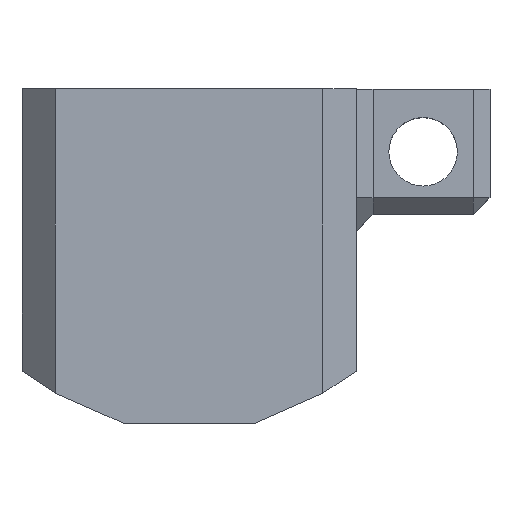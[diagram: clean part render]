
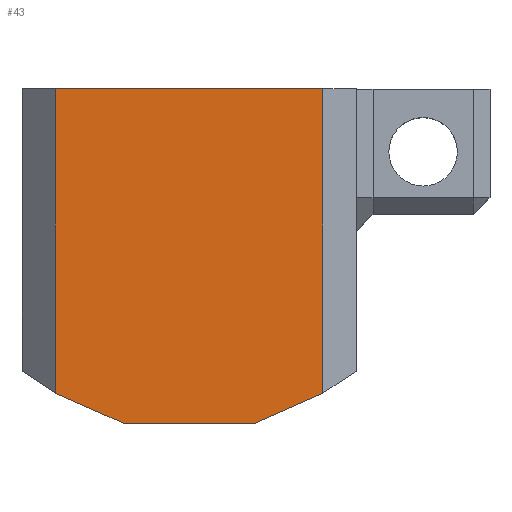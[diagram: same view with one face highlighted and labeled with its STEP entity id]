
A CAD part, top view. The second image highlights one B-rep face of the part: STEP entity #43.
In plain terms, the highlighted planar face has unit normal (0, 0, 1).
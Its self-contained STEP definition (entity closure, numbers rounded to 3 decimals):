
#26 = CARTESIAN_POINT ( 'NONE',  ( 20., -20., 30. ) ) ;
#32 = CARTESIAN_POINT ( 'NONE',  ( 24.853, -19.602, 30. ) ) ;
#43 = ADVANCED_FACE ( 'NONE', ( #383 ), #225, .T. ) ;
#108 = DIRECTION ( 'NONE',  ( 0., -1., 0. ) ) ;
#189 = CARTESIAN_POINT ( 'NONE',  ( 12., -18.217, 30. ) ) ;
#191 = VECTOR ( 'NONE', #108, 1000. ) ;
#192 = VECTOR ( 'NONE', #1553, 1000. ) ;
#200 = VECTOR ( 'NONE', #360, 1000. ) ;
#225 = PLANE ( 'NONE',  #1503 ) ;
#314 = VECTOR ( 'NONE', #651, 1000. ) ;
#318 = VERTEX_POINT ( 'NONE', #697 ) ;
#360 = DIRECTION ( 'NONE',  ( -1., 0., 0. ) ) ;
#383 = FACE_OUTER_BOUND ( 'NONE', #1285, .T. ) ;
#434 = ORIENTED_EDGE ( 'NONE', *, *, #577, .T. ) ;
#550 = ORIENTED_EDGE ( 'NONE', *, *, #991, .T. ) ;
#566 = VERTEX_POINT ( 'NONE', #783 ) ;
#577 = EDGE_CURVE ( 'NONE', #867, #566, #609, .T. ) ;
#601 = CARTESIAN_POINT ( 'NONE',  ( 12., -19.501, 30. ) ) ;
#609 = LINE ( 'NONE', #1502, #676 ) ;
#611 = LINE ( 'NONE', #601, #191 ) ;
#615 = CARTESIAN_POINT ( 'NONE',  ( 20., 0., 30. ) ) ;
#627 = ORIENTED_EDGE ( 'NONE', *, *, #1605, .T. ) ;
#651 = DIRECTION ( 'NONE',  ( 0., 1., 0. ) ) ;
#662 = LINE ( 'NONE', #26, #667 ) ;
#667 = VECTOR ( 'NONE', #886, 1000. ) ;
#675 = EDGE_CURVE ( 'NONE', #985, #907, #721, .T. ) ;
#676 = VECTOR ( 'NONE', #738, 1000. ) ;
#697 = CARTESIAN_POINT ( 'NONE',  ( 23.95, -20., 30. ) ) ;
#721 = LINE ( 'NONE', #615, #200 ) ;
#737 = EDGE_CURVE ( 'NONE', #1056, #985, #1540, .T. ) ;
#738 = DIRECTION ( 'NONE',  ( 0.915, -0.403, 0. ) ) ;
#780 = CARTESIAN_POINT ( 'NONE',  ( 28., -13.25, 30. ) ) ;
#783 = CARTESIAN_POINT ( 'NONE',  ( 16.05, -20., 30. ) ) ;
#806 = CARTESIAN_POINT ( 'NONE',  ( 28., 0., 30. ) ) ;
#867 = VERTEX_POINT ( 'NONE', #189 ) ;
#886 = DIRECTION ( 'NONE',  ( -1., 0., 0. ) ) ;
#907 = VERTEX_POINT ( 'NONE', #1308 ) ;
#984 = CARTESIAN_POINT ( 'NONE',  ( 22.056, -13.25, 30. ) ) ;
#985 = VERTEX_POINT ( 'NONE', #806 ) ;
#991 = EDGE_CURVE ( 'NONE', #907, #867, #611, .T. ) ;
#1044 = LINE ( 'NONE', #32, #192 ) ;
#1056 = VERTEX_POINT ( 'NONE', #1625 ) ;
#1118 = DIRECTION ( 'NONE',  ( 0., 0., 1. ) ) ;
#1126 = DIRECTION ( 'NONE',  ( 1., 0., 0. ) ) ;
#1214 = EDGE_CURVE ( 'NONE', #318, #566, #662, .T. ) ;
#1251 = ORIENTED_EDGE ( 'NONE', *, *, #737, .T. ) ;
#1285 = EDGE_LOOP ( 'NONE', ( #550, #434, #1433, #627, #1251, #1427 ) ) ;
#1308 = CARTESIAN_POINT ( 'NONE',  ( 12., 0., 30. ) ) ;
#1427 = ORIENTED_EDGE ( 'NONE', *, *, #675, .T. ) ;
#1433 = ORIENTED_EDGE ( 'NONE', *, *, #1214, .F. ) ;
#1502 = CARTESIAN_POINT ( 'NONE',  ( 18.592, -21.119, 30. ) ) ;
#1503 = AXIS2_PLACEMENT_3D ( 'NONE', #984, #1118, #1126 ) ;
#1540 = LINE ( 'NONE', #780, #314 ) ;
#1553 = DIRECTION ( 'NONE',  ( 0.915, 0.403, 0. ) ) ;
#1605 = EDGE_CURVE ( 'NONE', #318, #1056, #1044, .T. ) ;
#1625 = CARTESIAN_POINT ( 'NONE',  ( 28., -18.217, 30. ) ) ;
